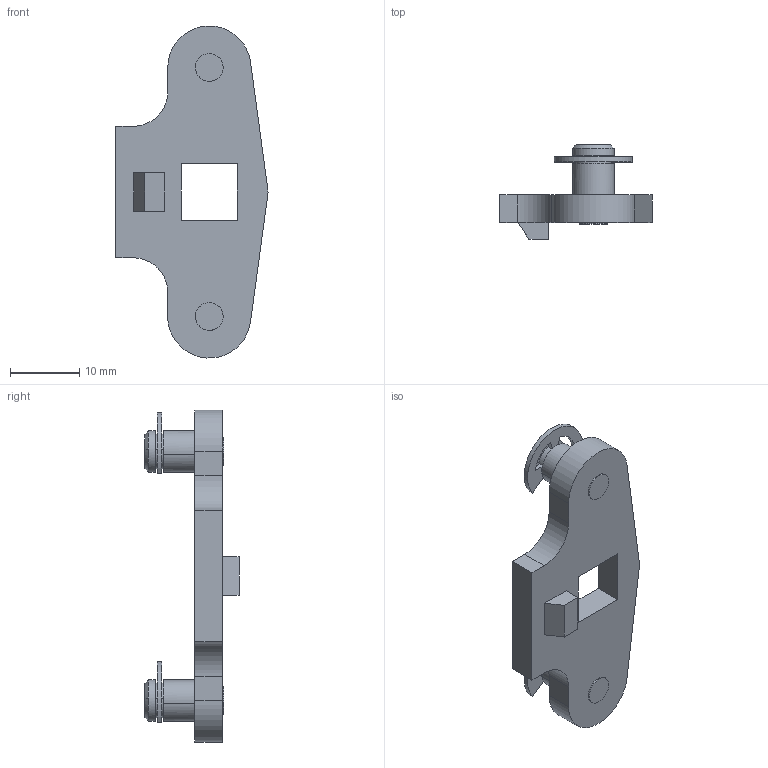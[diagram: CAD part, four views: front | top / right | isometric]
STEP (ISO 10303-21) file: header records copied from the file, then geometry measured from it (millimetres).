
FILE_DESCRIPTION((''),'2;1');
FILE_NAME('','2006-10-31T08:06:32',(''),(''),'','CADfix','');
FILE_SCHEMA(('AUTOMOTIVE_DESIGN'));
Length unit declared in the file: millimetre
Products named in the file (3): retainer; cam; TEO_1000_U167_31758_36
Assembly tree (3 placements, depth 2):
  TEO_1000_U167_31758_36
    retainer  x2
    cam
Bounding box: 22 x 13.6 x 47.98 mm (x, y, z)
Volume: 3163.8 mm3; surface area: 2585 mm2
Topology: 3 solids, 3 shells, 83 faces, 235 edges, 168 vertices
Faces by surface type: bspline 83
Entity records: 2417 total; most frequent: CARTESIAN_POINT 1213, ORIENTED_EDGE 398, EDGE_CURVE 199, VERTEX_POINT 144, QUASI_UNIFORM_CURVE 105, EDGE_LOOP 81, FACE_OUTER_BOUND 69, ADVANCED_FACE 69
